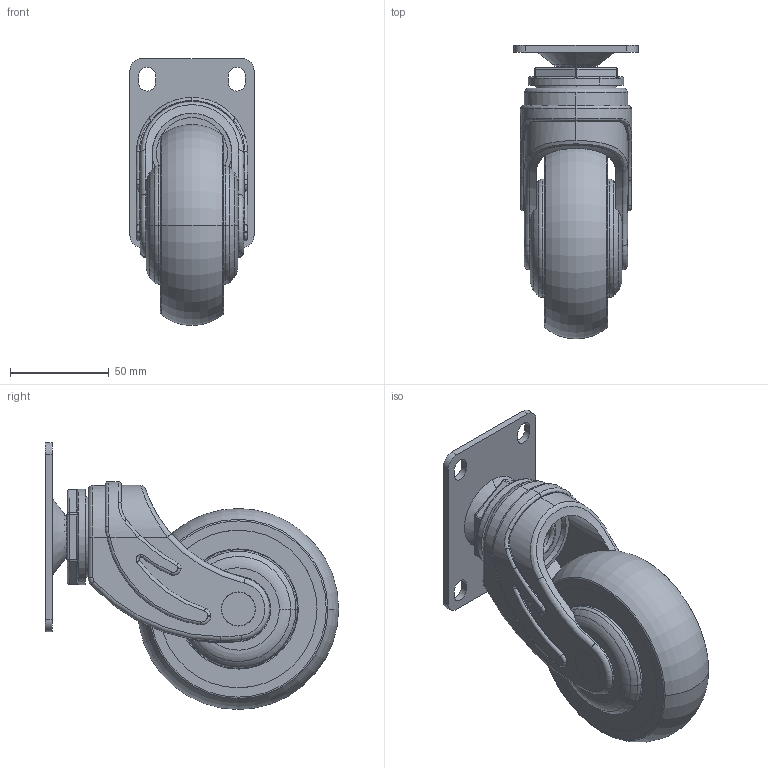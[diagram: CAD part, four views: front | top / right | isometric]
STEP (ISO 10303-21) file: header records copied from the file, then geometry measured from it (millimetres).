
FILE_DESCRIPTION (( 'STEP AP203' ), '1' );
FILE_NAME ('06. ACMC-102SF.STEP', '2020-02-19T02:50:14', ( '' ), ( '' ), 'SwSTEP 2.0', 'SolidWorks 2019', '' );
FILE_SCHEMA (( 'CONFIG_CONTROL_DESIGN' ));
Length unit declared in the file: millimetre
Products named in the file (5): ACMC-102 NON BRAKE FRAME; ACMC-102 WHEEL; ACMC-102 TOP PLATE COVER; ACMC-102 F TOP PLATE; 06. ACMC-102SF
Assembly tree (4 placements, depth 2):
  06. ACMC-102SF
    ACMC-102 NON BRAKE FRAME
    ACMC-102 WHEEL
    ACMC-102 TOP PLATE COVER
    ACMC-102 F TOP PLATE
Bounding box: 63 x 148.9 x 135.5 mm (x, y, z)
Volume: 391177.1 mm3; surface area: 77055.2 mm2
Topology: 4 solids, 4 shells, 288 faces, 682 edges, 418 vertices
Faces by surface type: cylinder 111, plane 80, torus 66, cone 16, bspline 9, sphere 6
Entity records: 9669 total; most frequent: CARTESIAN_POINT 2368, DIRECTION 1563, ORIENTED_EDGE 1352, EDGE_CURVE 676, AXIS2_PLACEMENT_3D 666, VERTEX_POINT 418, CIRCLE 380, EDGE_LOOP 318
